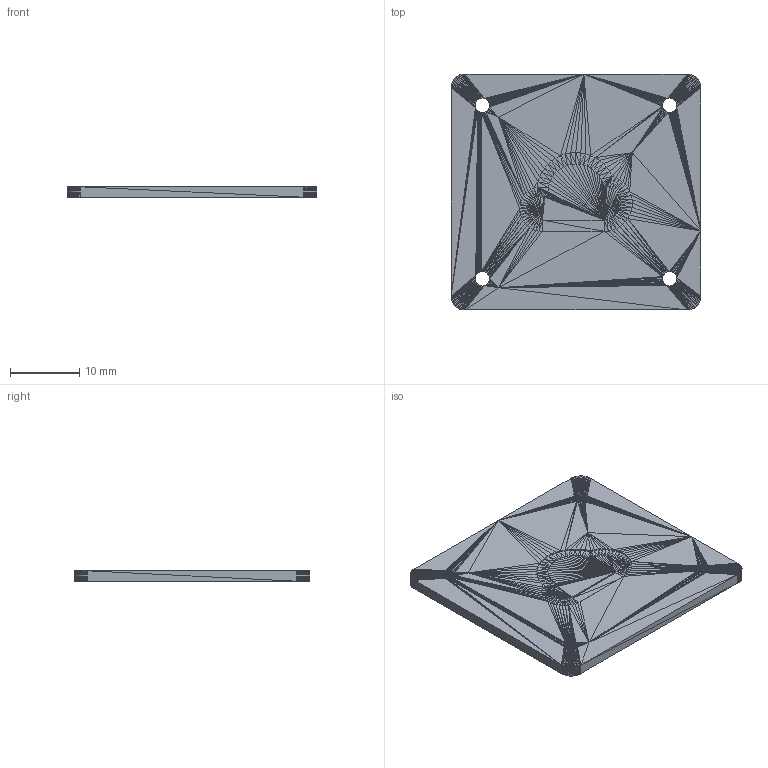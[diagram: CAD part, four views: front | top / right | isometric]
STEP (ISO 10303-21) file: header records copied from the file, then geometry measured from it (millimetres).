
FILE_DESCRIPTION(('STEP AP214'),'1');
FILE_NAME('result.stp','2026-02-17T14:36:32',(' '),(' '),'Spatial InterOp 3D',' ',' ');
FILE_SCHEMA(('automotive_design'));
Length unit declared in the file: metre
Products named in the file (1): Root
Bounding box: 36 x 34 x 1.5 mm (x, y, z)
Surface area: 2673.9 mm2 (no closed solid volume)
Topology: 0 solids, 1822 shells, 1822 faces, 5466 edges, 3100 vertices
Faces by surface type: plane 1822
Entity records: 60884 total; most frequent: DIRECTION 9112, ORIENTED_EDGE 5466, EDGE_CURVE 5466, LINE 5466, VECTOR 5466, CARTESIAN_POINT 3101, VERTEX_POINT 3100, AXIS2_PLACEMENT_3D 1823
